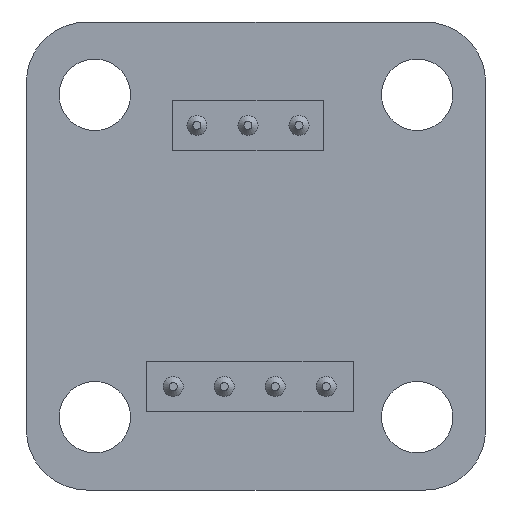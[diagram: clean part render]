
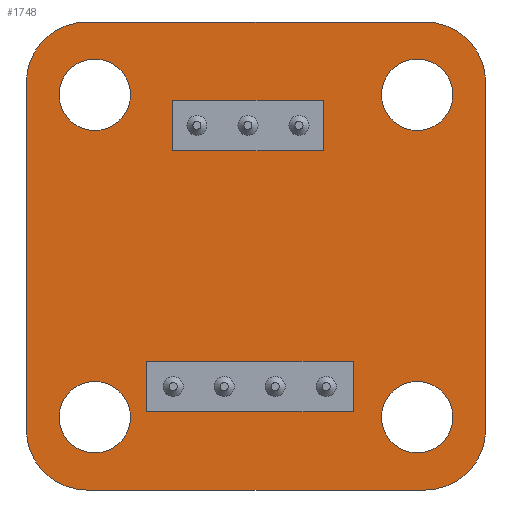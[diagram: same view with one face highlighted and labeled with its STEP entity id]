
A CAD part, front view. The second image highlights one B-rep face of the part: STEP entity #1748.
In plain terms, the highlighted planar face has unit normal (0, -1, 0).
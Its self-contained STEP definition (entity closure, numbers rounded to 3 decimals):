
#21=FACE_BOUND('',#293,.T.);
#22=FACE_BOUND('',#294,.T.);
#23=FACE_BOUND('',#295,.T.);
#24=FACE_BOUND('',#296,.T.);
#25=FACE_BOUND('',#297,.T.);
#26=FACE_BOUND('',#298,.T.);
#69=PLANE('',#1928);
#184=FACE_OUTER_BOUND('',#292,.T.);
#292=EDGE_LOOP('',(#1330,#1331,#1332,#1333,#1334,#1335,#1336,#1337));
#293=EDGE_LOOP('',(#1338,#1339,#1340,#1341));
#294=EDGE_LOOP('',(#1342,#1343,#1344,#1345));
#295=EDGE_LOOP('',(#1346));
#296=EDGE_LOOP('',(#1347));
#297=EDGE_LOOP('',(#1348));
#298=EDGE_LOOP('',(#1349));
#393=LINE('',#2683,#549);
#397=LINE('',#2691,#553);
#400=LINE('',#2697,#556);
#403=LINE('',#2702,#559);
#405=LINE('',#2708,#561);
#409=LINE('',#2716,#565);
#412=LINE('',#2722,#568);
#415=LINE('',#2727,#571);
#417=LINE('',#2733,#573);
#418=LINE('',#2737,#574);
#419=LINE('',#2741,#575);
#420=LINE('',#2745,#576);
#549=VECTOR('',#2221,10.);
#553=VECTOR('',#2227,10.);
#556=VECTOR('',#2232,10.);
#559=VECTOR('',#2237,10.);
#561=VECTOR('',#2243,10.);
#565=VECTOR('',#2249,10.);
#568=VECTOR('',#2254,10.);
#571=VECTOR('',#2259,10.);
#573=VECTOR('',#2265,10.);
#574=VECTOR('',#2268,10.);
#575=VECTOR('',#2271,10.);
#576=VECTOR('',#2274,10.);
#733=CIRCLE('',#1929,3.);
#734=CIRCLE('',#1930,3.);
#735=CIRCLE('',#1931,3.);
#736=CIRCLE('',#1932,3.);
#737=CIRCLE('',#1933,1.775);
#738=CIRCLE('',#1934,1.775);
#739=CIRCLE('',#1935,1.775);
#740=CIRCLE('',#1936,1.775);
#805=VERTEX_POINT('',#2681);
#806=VERTEX_POINT('',#2682);
#809=VERTEX_POINT('',#2690);
#811=VERTEX_POINT('',#2696);
#813=VERTEX_POINT('',#2706);
#814=VERTEX_POINT('',#2707);
#817=VERTEX_POINT('',#2715);
#819=VERTEX_POINT('',#2721);
#821=VERTEX_POINT('',#2731);
#822=VERTEX_POINT('',#2732);
#823=VERTEX_POINT('',#2734);
#824=VERTEX_POINT('',#2736);
#825=VERTEX_POINT('',#2738);
#826=VERTEX_POINT('',#2740);
#827=VERTEX_POINT('',#2742);
#828=VERTEX_POINT('',#2744);
#829=VERTEX_POINT('',#2747);
#830=VERTEX_POINT('',#2749);
#831=VERTEX_POINT('',#2751);
#832=VERTEX_POINT('',#2753);
#985=EDGE_CURVE('',#805,#806,#393,.T.);
#989=EDGE_CURVE('',#806,#809,#397,.T.);
#992=EDGE_CURVE('',#809,#811,#400,.T.);
#995=EDGE_CURVE('',#811,#805,#403,.T.);
#997=EDGE_CURVE('',#813,#814,#405,.T.);
#1001=EDGE_CURVE('',#814,#817,#409,.T.);
#1004=EDGE_CURVE('',#817,#819,#412,.T.);
#1007=EDGE_CURVE('',#819,#813,#415,.T.);
#1009=EDGE_CURVE('',#821,#822,#417,.T.);
#1010=EDGE_CURVE('',#823,#821,#733,.T.);
#1011=EDGE_CURVE('',#824,#823,#418,.T.);
#1012=EDGE_CURVE('',#825,#824,#734,.T.);
#1013=EDGE_CURVE('',#826,#825,#419,.T.);
#1014=EDGE_CURVE('',#827,#826,#735,.T.);
#1015=EDGE_CURVE('',#828,#827,#420,.T.);
#1016=EDGE_CURVE('',#822,#828,#736,.T.);
#1017=EDGE_CURVE('',#829,#829,#737,.T.);
#1018=EDGE_CURVE('',#830,#830,#738,.T.);
#1019=EDGE_CURVE('',#831,#831,#739,.T.);
#1020=EDGE_CURVE('',#832,#832,#740,.T.);
#1330=ORIENTED_EDGE('',*,*,#1009,.F.);
#1331=ORIENTED_EDGE('',*,*,#1010,.F.);
#1332=ORIENTED_EDGE('',*,*,#1011,.F.);
#1333=ORIENTED_EDGE('',*,*,#1012,.F.);
#1334=ORIENTED_EDGE('',*,*,#1013,.F.);
#1335=ORIENTED_EDGE('',*,*,#1014,.F.);
#1336=ORIENTED_EDGE('',*,*,#1015,.F.);
#1337=ORIENTED_EDGE('',*,*,#1016,.F.);
#1338=ORIENTED_EDGE('',*,*,#985,.T.);
#1339=ORIENTED_EDGE('',*,*,#989,.T.);
#1340=ORIENTED_EDGE('',*,*,#992,.T.);
#1341=ORIENTED_EDGE('',*,*,#995,.T.);
#1342=ORIENTED_EDGE('',*,*,#997,.T.);
#1343=ORIENTED_EDGE('',*,*,#1001,.T.);
#1344=ORIENTED_EDGE('',*,*,#1004,.T.);
#1345=ORIENTED_EDGE('',*,*,#1007,.T.);
#1346=ORIENTED_EDGE('',*,*,#1017,.F.);
#1347=ORIENTED_EDGE('',*,*,#1018,.F.);
#1348=ORIENTED_EDGE('',*,*,#1019,.F.);
#1349=ORIENTED_EDGE('',*,*,#1020,.F.);
#1748=ADVANCED_FACE('',(#184,#21,#22,#23,#24,#25,#26),#69,.T.);
#1928=AXIS2_PLACEMENT_3D('',#2730,#2263,#2264);
#1929=AXIS2_PLACEMENT_3D('',#2735,#2266,#2267);
#1930=AXIS2_PLACEMENT_3D('',#2739,#2269,#2270);
#1931=AXIS2_PLACEMENT_3D('',#2743,#2272,#2273);
#1932=AXIS2_PLACEMENT_3D('',#2746,#2275,#2276);
#1933=AXIS2_PLACEMENT_3D('',#2748,#2277,#2278);
#1934=AXIS2_PLACEMENT_3D('',#2750,#2279,#2280);
#1935=AXIS2_PLACEMENT_3D('',#2752,#2281,#2282);
#1936=AXIS2_PLACEMENT_3D('',#2754,#2283,#2284);
#2221=DIRECTION('',(0.,0.,1.));
#2227=DIRECTION('',(1.,0.,0.));
#2232=DIRECTION('',(0.,0.,-1.));
#2237=DIRECTION('',(-1.,0.,0.));
#2243=DIRECTION('',(0.,0.,1.));
#2249=DIRECTION('',(1.,0.,0.));
#2254=DIRECTION('',(0.,0.,-1.));
#2259=DIRECTION('',(-1.,0.,0.));
#2263=DIRECTION('center_axis',(0.,-1.,0.));
#2264=DIRECTION('ref_axis',(0.,0.,-1.));
#2265=DIRECTION('',(0.,0.,-1.));
#2266=DIRECTION('center_axis',(0.,1.,0.));
#2267=DIRECTION('ref_axis',(0.,0.,-1.));
#2268=DIRECTION('',(1.,0.,0.));
#2269=DIRECTION('center_axis',(0.,1.,0.));
#2270=DIRECTION('ref_axis',(1.,0.,0.));
#2271=DIRECTION('',(0.,0.,1.));
#2272=DIRECTION('center_axis',(0.,1.,0.));
#2273=DIRECTION('ref_axis',(0.,0.,1.));
#2274=DIRECTION('',(-1.,0.,0.));
#2275=DIRECTION('center_axis',(0.,1.,0.));
#2276=DIRECTION('ref_axis',(-1.,0.,0.));
#2277=DIRECTION('center_axis',(0.,-1.,0.));
#2278=DIRECTION('ref_axis',(1.,0.,0.));
#2279=DIRECTION('center_axis',(0.,-1.,0.));
#2280=DIRECTION('ref_axis',(1.,0.,0.));
#2281=DIRECTION('center_axis',(0.,-1.,0.));
#2282=DIRECTION('ref_axis',(1.,0.,0.));
#2283=DIRECTION('center_axis',(0.,-1.,0.));
#2284=DIRECTION('ref_axis',(1.,0.,0.));
#2681=CARTESIAN_POINT('',(-5.46,-1.55,-7.75));
#2682=CARTESIAN_POINT('',(-5.46,-1.55,-5.25));
#2683=CARTESIAN_POINT('',(-5.46,-1.55,-2.625));
#2690=CARTESIAN_POINT('',(4.84,-1.55,-5.25));
#2691=CARTESIAN_POINT('',(2.42,-1.55,-5.25));
#2696=CARTESIAN_POINT('',(4.84,-1.55,-7.75));
#2697=CARTESIAN_POINT('',(4.84,-1.55,-3.875));
#2702=CARTESIAN_POINT('',(-2.73,-1.55,-7.75));
#2706=CARTESIAN_POINT('',(-4.15,-1.55,5.25));
#2707=CARTESIAN_POINT('',(-4.15,-1.55,7.75));
#2708=CARTESIAN_POINT('',(-4.15,-1.55,3.875));
#2715=CARTESIAN_POINT('',(3.35,-1.55,7.75));
#2716=CARTESIAN_POINT('',(1.675,-1.55,7.75));
#2721=CARTESIAN_POINT('',(3.35,-1.55,5.25));
#2722=CARTESIAN_POINT('',(3.35,-1.55,2.625));
#2727=CARTESIAN_POINT('',(-2.075,-1.55,5.25));
#2730=CARTESIAN_POINT('Origin',(0.,-1.55,0.));
#2731=CARTESIAN_POINT('',(11.43,-1.55,8.65));
#2732=CARTESIAN_POINT('',(11.43,-1.55,-8.65));
#2733=CARTESIAN_POINT('',(11.43,-1.55,4.325));
#2734=CARTESIAN_POINT('',(8.43,-1.55,11.65));
#2735=CARTESIAN_POINT('Origin',(8.43,-1.55,8.65));
#2736=CARTESIAN_POINT('',(-8.43,-1.55,11.65));
#2737=CARTESIAN_POINT('',(4.215,-1.55,11.65));
#2738=CARTESIAN_POINT('',(-11.43,-1.55,8.65));
#2739=CARTESIAN_POINT('Origin',(-8.43,-1.55,8.65));
#2740=CARTESIAN_POINT('',(-11.43,-1.55,-8.65));
#2741=CARTESIAN_POINT('',(-11.43,-1.55,-4.325));
#2742=CARTESIAN_POINT('',(-8.43,-1.55,-11.65));
#2743=CARTESIAN_POINT('Origin',(-8.43,-1.55,-8.65));
#2744=CARTESIAN_POINT('',(8.43,-1.55,-11.65));
#2745=CARTESIAN_POINT('',(-4.215,-1.55,-11.65));
#2746=CARTESIAN_POINT('Origin',(8.43,-1.55,-8.65));
#2747=CARTESIAN_POINT('',(6.25,-1.55,8.025));
#2748=CARTESIAN_POINT('Origin',(8.025,-1.55,8.025));
#2749=CARTESIAN_POINT('',(-9.8,-1.55,-8.025));
#2750=CARTESIAN_POINT('Origin',(-8.025,-1.55,-8.025));
#2751=CARTESIAN_POINT('',(-9.8,-1.55,8.025));
#2752=CARTESIAN_POINT('Origin',(-8.025,-1.55,8.025));
#2753=CARTESIAN_POINT('',(6.25,-1.55,-8.025));
#2754=CARTESIAN_POINT('Origin',(8.025,-1.55,-8.025));
